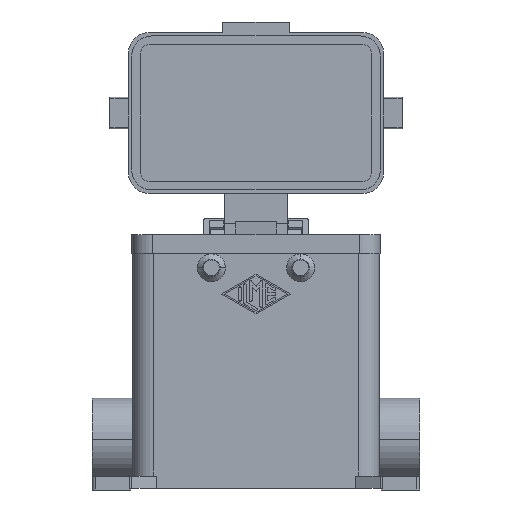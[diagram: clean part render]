
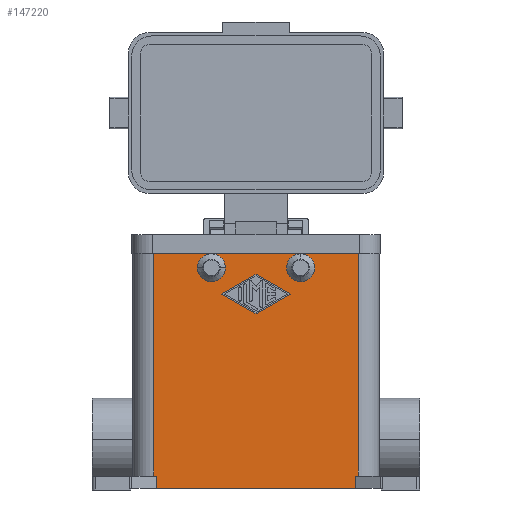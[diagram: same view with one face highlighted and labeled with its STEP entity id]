
A CAD part, front view. The second image highlights one B-rep face of the part: STEP entity #147220.
In plain terms, the highlighted planar face has unit normal (0, -1, 0).
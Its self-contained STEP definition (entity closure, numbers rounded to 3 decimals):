
#21510=CARTESIAN_POINT('',(-12.75,-21.75,19.5));
#21520=DIRECTION('',(0.,1.,0.));
#21530=DIRECTION('',(1.,0.,0.));
#21540=AXIS2_PLACEMENT_3D('',#21510,#21520,#21530);
#21550=CIRCLE('',#21540,4.);
#21560=CARTESIAN_POINT('',(-12.75,-21.75,23.5));
#21570=VERTEX_POINT('',#21560);
#21580=CARTESIAN_POINT('',(-8.75,-21.75,19.5));
#21590=VERTEX_POINT('',#21580);
#21600=EDGE_CURVE('',#21570,#21590,#21550,.T.);
#21740=CARTESIAN_POINT('',(-16.75,-21.75,19.5));
#21750=VERTEX_POINT('',#21740);
#21780=EDGE_CURVE('',#21750,#21570,#21550,.T.);
#34600=CARTESIAN_POINT('',(0.,-21.75,-40.));
#34610=DIRECTION('',(1.,0.,0.));
#34620=VECTOR('',#34610,1.);
#34630=LINE('',#34600,#34620);
#34640=CARTESIAN_POINT('',(28.389,-21.75,-40.));
#34650=VERTEX_POINT('',#34640);
#34660=CARTESIAN_POINT('',(29.25,-21.75,-40.));
#34670=VERTEX_POINT('',#34660);
#34680=EDGE_CURVE('',#34650,#34670,#34630,.T.);
#40680=CARTESIAN_POINT('',(12.75,-21.75,15.5));
#40690=VERTEX_POINT('',#40680);
#40720=CARTESIAN_POINT('',(12.75,-21.75,19.5));
#40730=DIRECTION('',(0.,1.,0.));
#40740=DIRECTION('',(0.,0.,-1.));
#40750=AXIS2_PLACEMENT_3D('',#40720,#40730,#40740);
#40760=CIRCLE('',#40750,4.);
#40770=CARTESIAN_POINT('',(12.75,-21.75,23.5));
#40780=VERTEX_POINT('',#40770);
#40790=EDGE_CURVE('',#40690,#40780,#40760,.T.);
#42180=CARTESIAN_POINT('',(-28.389,-21.75,0.));
#42190=DIRECTION('',(-0.,0.,1.));
#42200=VECTOR('',#42190,1.);
#42210=LINE('',#42180,#42200);
#42220=CARTESIAN_POINT('',(-28.389,-21.75,-43.5));
#42230=VERTEX_POINT('',#42220);
#42240=CARTESIAN_POINT('',(-28.389,-21.75,-40.));
#42250=VERTEX_POINT('',#42240);
#42260=EDGE_CURVE('',#42230,#42250,#42210,.T.);
#42750=CARTESIAN_POINT('',(28.389,-21.75,0.));
#42760=DIRECTION('',(-0.,-0.,-1.));
#42770=VECTOR('',#42760,1.);
#42780=LINE('',#42750,#42770);
#42790=CARTESIAN_POINT('',(28.389,-21.75,-43.5));
#42800=VERTEX_POINT('',#42790);
#42810=EDGE_CURVE('',#34650,#42800,#42780,.T.);
#43210=CARTESIAN_POINT('',(-29.25,-21.75,23.5));
#43220=VERTEX_POINT('',#43210);
#43250=CARTESIAN_POINT('',(-29.25,-21.75,23.5));
#43260=DIRECTION('',(0.,0.,-1.));
#43270=VECTOR('',#43260,1.);
#43280=LINE('',#43250,#43270);
#43290=CARTESIAN_POINT('',(-29.25,-21.75,-40.));
#43300=VERTEX_POINT('',#43290);
#43310=EDGE_CURVE('',#43220,#43300,#43280,.T.);
#43550=CARTESIAN_POINT('',(0.,-21.75,-43.5));
#43560=DIRECTION('',(-1.,-0.,0.));
#43570=VECTOR('',#43560,1.);
#43580=LINE('',#43550,#43570);
#43590=EDGE_CURVE('',#42800,#42230,#43580,.T.);
#44220=CARTESIAN_POINT('',(0.,-21.75,-40.));
#44230=DIRECTION('',(1.,0.,0.));
#44240=VECTOR('',#44230,1.);
#44250=LINE('',#44220,#44240);
#44260=EDGE_CURVE('',#43300,#42250,#44250,.T.);
#44480=CARTESIAN_POINT('',(29.25,-21.75,23.5));
#44490=DIRECTION('',(0.,0.,-1.));
#44500=VECTOR('',#44490,1.);
#44510=LINE('',#44480,#44500);
#44520=CARTESIAN_POINT('',(29.25,-21.75,23.5));
#44530=VERTEX_POINT('',#44520);
#44540=EDGE_CURVE('',#44530,#34670,#44510,.T.);
#114980=CARTESIAN_POINT('',(-9.75,-21.75,12.));
#114990=VERTEX_POINT('',#114980);
#115020=CARTESIAN_POINT('',(0.,-21.75,17.625));
#115030=DIRECTION('',(0.866,-0.,0.5));
#115040=VECTOR('',#115030,1.);
#115050=LINE('',#115020,#115040);
#115060=CARTESIAN_POINT('',(0.,-21.75,17.625));
#115070=VERTEX_POINT('',#115060);
#115080=EDGE_CURVE('',#114990,#115070,#115050,.T.);
#115330=CARTESIAN_POINT('',(0.,-21.75,17.625));
#115340=DIRECTION('',(0.866,-0.,-0.5));
#115350=VECTOR('',#115340,1.);
#115360=LINE('',#115330,#115350);
#115370=CARTESIAN_POINT('',(9.75,-21.75,12.));
#115380=VERTEX_POINT('',#115370);
#115390=EDGE_CURVE('',#115070,#115380,#115360,.T.);
#115640=CARTESIAN_POINT('',(0.,-21.75,6.375));
#115650=DIRECTION('',(-0.866,-0.,-0.5));
#115660=VECTOR('',#115650,1.);
#115670=LINE('',#115640,#115660);
#115680=CARTESIAN_POINT('',(0.,-21.75,6.375));
#115690=VERTEX_POINT('',#115680);
#115700=EDGE_CURVE('',#115380,#115690,#115670,.T.);
#115950=CARTESIAN_POINT('',(0.,-21.75,6.375));
#115960=DIRECTION('',(-0.866,-0.,0.5));
#115970=VECTOR('',#115960,1.);
#115980=LINE('',#115950,#115970);
#115990=EDGE_CURVE('',#115690,#114990,#115980,.T.);
#128560=CARTESIAN_POINT('',(0.,-21.75,23.5));
#128570=DIRECTION('',(-1.,-0.,0.));
#128580=VECTOR('',#128570,1.);
#128590=LINE('',#128560,#128580);
#128600=EDGE_CURVE('',#44530,#40780,#128590,.T.);
#128620=CARTESIAN_POINT('',(0.,-21.75,23.5));
#128630=DIRECTION('',(-1.,-0.,0.));
#128640=VECTOR('',#128630,1.);
#128650=LINE('',#128620,#128640);
#128660=EDGE_CURVE('',#40780,#21570,#128650,.T.);
#128680=CARTESIAN_POINT('',(0.,-21.75,23.5));
#128690=DIRECTION('',(-1.,-0.,0.));
#128700=VECTOR('',#128690,1.);
#128710=LINE('',#128680,#128700);
#128720=EDGE_CURVE('',#21570,#43220,#128710,.T.);
#146920=CARTESIAN_POINT('',(30.714,-21.75,25.177));
#146930=DIRECTION('',(0.,-1.,0.));
#146940=DIRECTION('',(-1.,-0.,0.));
#146950=AXIS2_PLACEMENT_3D('',#146920,#146930,#146940);
#146960=PLANE('',#146950);
#146970=ORIENTED_EDGE('',*,*,#42260,.F.);
#146980=ORIENTED_EDGE('',*,*,#44260,.T.);
#146990=ORIENTED_EDGE('',*,*,#43310,.T.);
#147000=ORIENTED_EDGE('',*,*,#128720,.T.);
#147010=ORIENTED_EDGE('',*,*,#21780,.T.);
#147020=EDGE_CURVE('',#21590,#21750,#21550,.T.);
#147030=ORIENTED_EDGE('',*,*,#147020,.T.);
#147040=ORIENTED_EDGE('',*,*,#21600,.T.);
#147050=ORIENTED_EDGE('',*,*,#128660,.T.);
#147060=ORIENTED_EDGE('',*,*,#40790,.T.);
#147070=EDGE_CURVE('',#40780,#40690,#40760,.T.);
#147080=ORIENTED_EDGE('',*,*,#147070,.T.);
#147090=ORIENTED_EDGE('',*,*,#128600,.T.);
#147100=ORIENTED_EDGE('',*,*,#44540,.F.);
#147110=ORIENTED_EDGE('',*,*,#34680,.T.);
#147120=ORIENTED_EDGE('',*,*,#42810,.F.);
#147130=ORIENTED_EDGE('',*,*,#43590,.F.);
#147140=EDGE_LOOP('',(#147130,#147120,#147110,#147100,#147090,#147080,
#147060,#147050,#147040,#147030,#147010,#147000,#146990,#146980,#146970)
);
#147150=FACE_OUTER_BOUND('',#147140,.T.);
#147160=ORIENTED_EDGE('',*,*,#115700,.T.);
#147170=ORIENTED_EDGE('',*,*,#115390,.T.);
#147180=ORIENTED_EDGE('',*,*,#115080,.T.);
#147190=ORIENTED_EDGE('',*,*,#115990,.T.);
#147200=EDGE_LOOP('',(#147190,#147180,#147170,#147160));
#147210=FACE_BOUND('',#147200,.T.);
#147220=ADVANCED_FACE('',(#147150,#147210),#146960,.T.);
